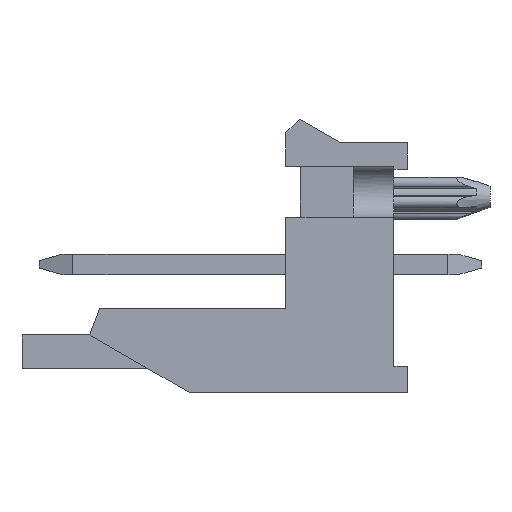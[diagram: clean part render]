
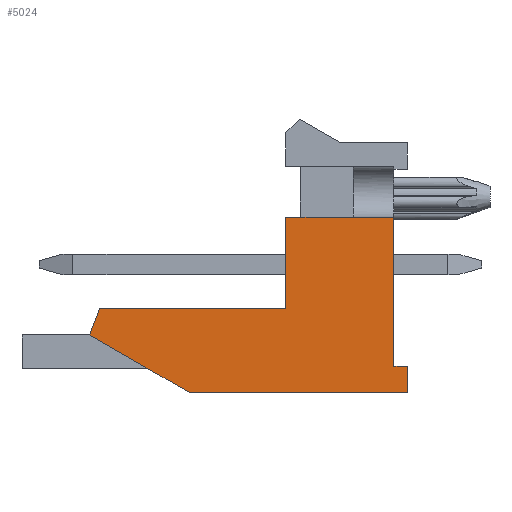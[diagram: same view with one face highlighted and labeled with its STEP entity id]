
A CAD part, left-side view. The second image highlights one B-rep face of the part: STEP entity #5024.
In plain terms, the highlighted planar face has unit normal (-1, 0, 0).
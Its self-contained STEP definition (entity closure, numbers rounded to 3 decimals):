
#37=DIRECTION('',(0.,1.,0.));
#38=VECTOR('',#37,1.52);
#39=CARTESIAN_POINT('',(-11.885,0.51,6.6));
#40=LINE('',#39,#38);
#41=DIRECTION('',(0.,0.,-1.));
#42=VECTOR('',#41,5.6);
#43=CARTESIAN_POINT('',(-11.885,0.51,6.6));
#44=LINE('',#43,#42);
#45=DIRECTION('',(0.,-1.,0.));
#46=VECTOR('',#45,0.51);
#47=CARTESIAN_POINT('',(-11.885,0.51,1.));
#48=LINE('',#47,#46);
#49=DIRECTION('',(0.,0.,-1.));
#50=VECTOR('',#49,1.);
#51=CARTESIAN_POINT('',(-11.885,0.,1.));
#52=LINE('',#51,#50);
#53=DIRECTION('',(0.,1.,0.));
#54=VECTOR('',#53,8.164);
#55=CARTESIAN_POINT('',(-11.885,0.,0.));
#56=LINE('',#55,#54);
#57=DIRECTION('',(0.,0.866,0.5));
#58=VECTOR('',#57,4.36);
#59=CARTESIAN_POINT('',(-11.885,8.164,0.));
#60=LINE('',#59,#58);
#61=DIRECTION('',(0.,-0.356,0.934));
#62=VECTOR('',#61,1.07);
#63=CARTESIAN_POINT('',(-11.885,11.94,2.18));
#64=LINE('',#63,#62);
#65=DIRECTION('',(0.,-1.,0.));
#66=VECTOR('',#65,6.989);
#67=CARTESIAN_POINT('',(-11.885,11.559,3.18));
#68=LINE('',#67,#66);
#69=DIRECTION('',(0.,0.,1.));
#70=VECTOR('',#69,3.42);
#71=CARTESIAN_POINT('',(-11.885,4.57,3.18));
#72=LINE('',#71,#70);
#73=DIRECTION('',(0.,-1.,0.));
#74=VECTOR('',#73,2.54);
#75=CARTESIAN_POINT('',(-11.885,4.57,6.6));
#76=LINE('',#75,#74);
#3831=CARTESIAN_POINT('',(-11.885,0.,0.));
#3832=CARTESIAN_POINT('',(-11.885,8.164,0.));
#3833=VERTEX_POINT('',#3831);
#3834=VERTEX_POINT('',#3832);
#3835=CARTESIAN_POINT('',(-11.885,11.559,3.18));
#3836=CARTESIAN_POINT('',(-11.885,4.57,3.18));
#3837=VERTEX_POINT('',#3835);
#3838=VERTEX_POINT('',#3836);
#3839=CARTESIAN_POINT('',(-11.885,4.57,6.6));
#3840=VERTEX_POINT('',#3839);
#3853=CARTESIAN_POINT('',(-11.885,0.51,1.));
#3854=CARTESIAN_POINT('',(-11.885,0.,1.));
#3855=VERTEX_POINT('',#3853);
#3856=VERTEX_POINT('',#3854);
#3889=CARTESIAN_POINT('',(-11.885,11.94,2.18));
#3890=VERTEX_POINT('',#3889);
#3943=CARTESIAN_POINT('',(-11.885,0.51,6.6));
#3944=CARTESIAN_POINT('',(-11.885,2.03,6.6));
#3945=VERTEX_POINT('',#3943);
#3946=VERTEX_POINT('',#3944);
#4997=CARTESIAN_POINT('',(-11.885,0.,0.));
#4998=DIRECTION('',(1.,0.,0.));
#4999=DIRECTION('',(0.,0.,-1.));
#5000=AXIS2_PLACEMENT_3D('',#4997,#4998,#4999);
#5001=PLANE('',#5000);
#5003=ORIENTED_EDGE('',*,*,#5002,.F.);
#5005=ORIENTED_EDGE('',*,*,#5004,.T.);
#5007=ORIENTED_EDGE('',*,*,#5006,.T.);
#5009=ORIENTED_EDGE('',*,*,#5008,.T.);
#5011=ORIENTED_EDGE('',*,*,#5010,.T.);
#5013=ORIENTED_EDGE('',*,*,#5012,.T.);
#5015=ORIENTED_EDGE('',*,*,#5014,.T.);
#5017=ORIENTED_EDGE('',*,*,#5016,.T.);
#5019=ORIENTED_EDGE('',*,*,#5018,.T.);
#5021=ORIENTED_EDGE('',*,*,#5020,.T.);
#5022=EDGE_LOOP('',(#5003,#5005,#5007,#5009,#5011,#5013,#5015,#5017,#5019,
#5021));
#5023=FACE_OUTER_BOUND('',#5022,.F.);
#5024=ADVANCED_FACE('',(#5023),#5001,.F.);
#5002=EDGE_CURVE('',#3945,#3946,#40,.T.);
#5004=EDGE_CURVE('',#3945,#3855,#44,.T.);
#5006=EDGE_CURVE('',#3855,#3856,#48,.T.);
#5008=EDGE_CURVE('',#3856,#3833,#52,.T.);
#5010=EDGE_CURVE('',#3833,#3834,#56,.T.);
#5012=EDGE_CURVE('',#3834,#3890,#60,.T.);
#5014=EDGE_CURVE('',#3890,#3837,#64,.T.);
#5016=EDGE_CURVE('',#3837,#3838,#68,.T.);
#5018=EDGE_CURVE('',#3838,#3840,#72,.T.);
#5020=EDGE_CURVE('',#3840,#3946,#76,.T.);
